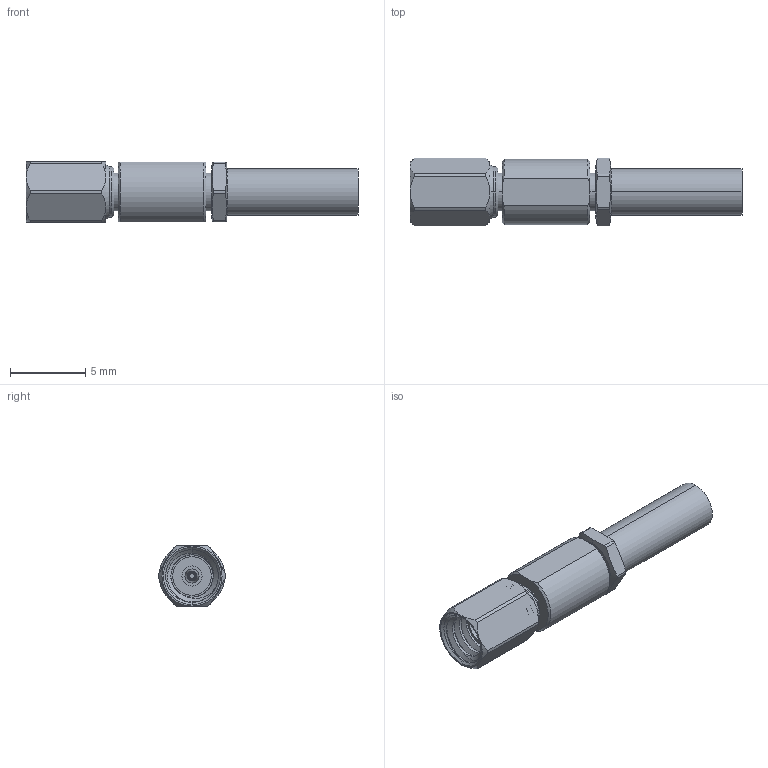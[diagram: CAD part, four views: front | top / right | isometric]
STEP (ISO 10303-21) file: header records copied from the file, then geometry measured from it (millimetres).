
FILE_DESCRIPTION (( 'STEP AP203' ), '1' );
FILE_NAME ('PE45490.step', '2018-12-19T16:26:25', ( '' ), ( '' ), 'SwSTEP 2.0', 'SolidWorks 2017', '' );
FILE_SCHEMA (( 'CONFIG_CONTROL_DESIGN' ));
Length unit declared in the file: inch
Products named in the file (1): PE45490
Bounding box: 22.1 x 4.5 x 4 mm (x, y, z)
Volume: 179.8 mm3; surface area: 565.3 mm2
Topology: 2 solids, 2 shells, 159 faces, 401 edges, 257 vertices
Faces by surface type: cylinder 66, plane 43, cone 40, bspline 10
Entity records: 8289 total; most frequent: CARTESIAN_POINT 4587, ORIENTED_EDGE 802, DIRECTION 709, EDGE_CURVE 401, AXIS2_PLACEMENT_3D 291, VERTEX_POINT 257, EDGE_LOOP 174, ADVANCED_FACE 159
